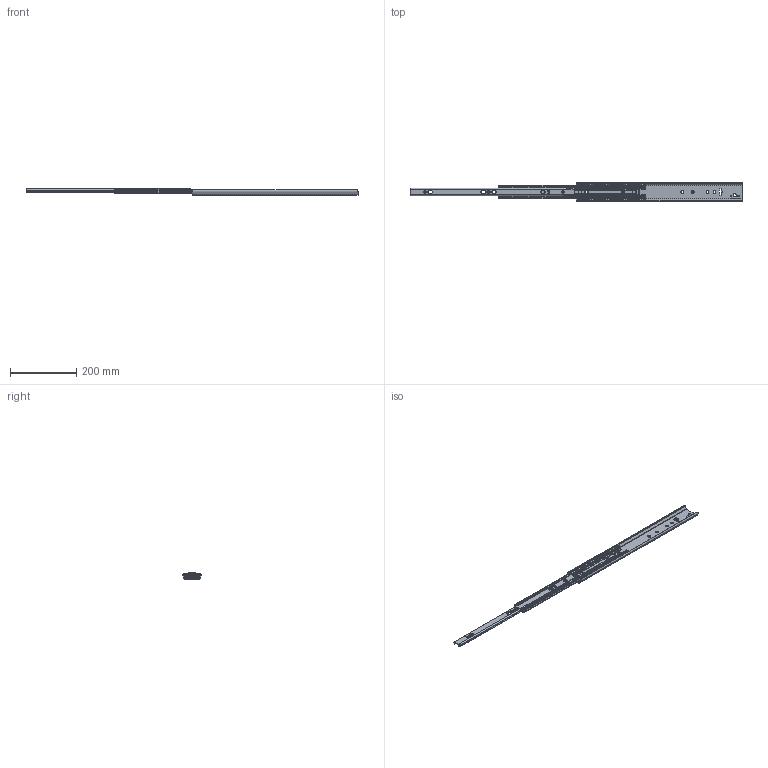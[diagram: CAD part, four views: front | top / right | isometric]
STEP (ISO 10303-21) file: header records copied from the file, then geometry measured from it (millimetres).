
FILE_DESCRIPTION(/* description */ ('ULFHD-F- 500/500mm (18.5) Zinc-Magnesium'),/* implementation_level */ '2;1');
FILE_NAME(/* name */ 'M12-AB7_00_open.stp',/* time_stamp */ '2025-09-08T14:16:58+02:00',/* author */ ('l.hoffmann'),/* organization */ (''),/* preprocessor_version */ 'ST-DEVELOPER v20',/* originating_system */ 'Autodesk Inventor 2022',/* authorisation */ '');
FILE_SCHEMA (('AUTOMOTIVE_DESIGN { 1 0 10303 214 3 1 1 }'));
Length unit declared in the file: millimetre
Products named in the file (14): M12-M29; 511-M12-M29-HMB; 511-M12-M29-HMB_1; E000174925; E000174922; E000174921; 512-M12-M29-UM2; 512-M12-M29-UM2_1; E000174934; E000174912; E000174932; E000174931; 514-M12-M29-MB3; 514-M12-M29-MB3_1
Assembly tree (36 placements, depth 3):
  M12-M29
    511-M12-M29-HMB
      511-M12-M29-HMB_1
    E000174925
      E000174912
      E000174922
      E000174921  x13
    512-M12-M29-UM2
      512-M12-M29-UM2_1
    E000174934
      E000174912
      E000174932
      E000174931  x11
    514-M12-M29-MB3
      514-M12-M29-MB3_1
Bounding box: 1000 x 55.8 x 18.55 mm (x, y, z)
Volume: 170415.5 mm3; surface area: 226952.4 mm2
Topology: 53 solids, 53 shells, 1522 faces, 4546 edges, 3019 vertices
Faces by surface type: plane 746, cylinder 686, sphere 48, cone 42
Full cylindrical faces by diameter (mm): 5.56 x22, 6.35 x26, 8 x3, 11 x3
Entity records: 52703 total; most frequent: CARTESIAN_POINT 10759, ORIENTED_EDGE 8812, DIRECTION 8772, EDGE_CURVE 4406, AXIS2_PLACEMENT_3D 3039, VERTEX_POINT 2931, LINE 2694, VECTOR 2694
